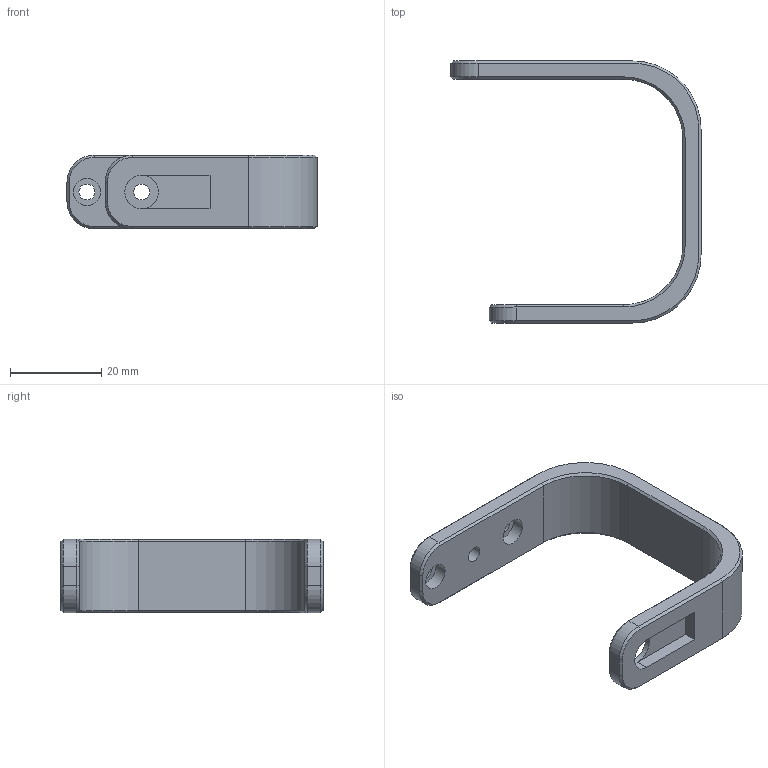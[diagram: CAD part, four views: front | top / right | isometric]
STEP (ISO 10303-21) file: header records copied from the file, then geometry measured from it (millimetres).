
FILE_DESCRIPTION(/* description */ (''),/* implementation_level */ '2;1');
FILE_NAME(/* name */ 'Gimbal Main Arm.step',/* time_stamp */ '2021-05-26T02:21:13+02:00',/* author */ (''),/* organization */ (''),/* preprocessor_version */ 'ST-DEVELOPER v18.1',/* originating_system */ 'Autodesk Translation Framework v10.9.0.1377',/* authorisation */ '');
FILE_SCHEMA (('AUTOMOTIVE_DESIGN { 1 0 10303 214 3 1 1 }'));
Length unit declared in the file: millimetre
Products named in the file (1): Gimbal Main Arm
Bounding box: 54.9 x 57.5 x 16.2 mm (x, y, z)
Volume: 8548.1 mm3; surface area: 5706.5 mm2
Topology: 1 solids, 1 shells, 62 faces, 142 edges, 84 vertices
Faces by surface type: plane 32, cone 16, cylinder 14
Full cylindrical faces by diameter (mm): 3.5 x3, 6 x2, 7.4 x1
Entity records: 1772 total; most frequent: DIRECTION 314, CARTESIAN_POINT 289, ORIENTED_EDGE 284, EDGE_CURVE 142, AXIS2_PLACEMENT_3D 109, LINE 96, VECTOR 96, VERTEX_POINT 84
